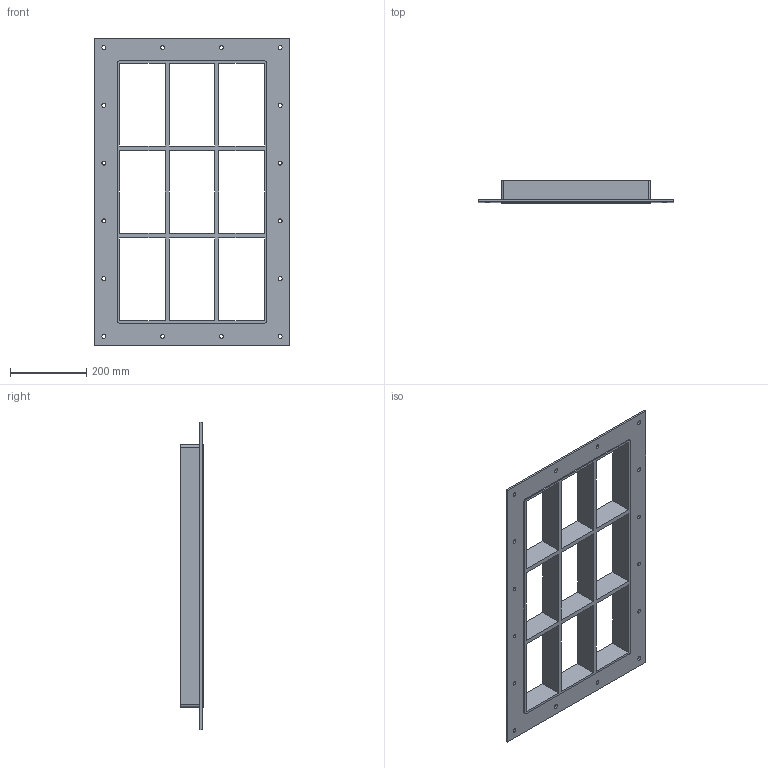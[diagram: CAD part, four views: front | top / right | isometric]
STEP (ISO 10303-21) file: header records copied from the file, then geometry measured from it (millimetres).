
FILE_DESCRIPTION((''),'2;1');
FILE_NAME('GH6+6+6X3.stp','2015-01-14T08:58:20',(''),(''),'Autodesk Inventor 2013','Autodesk Inventor 2013','');
FILE_SCHEMA(('AUTOMOTIVE_DESIGN { 1 0 10303 214 1 1 1 1 }'));
Length unit declared in the file: millimetre
Products named in the file (1): GH-ISO
Bounding box: 513.5 x 60 x 810 mm (x, y, z)
Volume: 2962178.6 mm3; surface area: 857347.6 mm2
Topology: 1 solids, 1 shells, 76 faces, 232 edges, 160 vertices
Faces by surface type: plane 52, cylinder 24
Full cylindrical faces by diameter (mm): 10.5 x16
Entity records: 2514 total; most frequent: CARTESIAN_POINT 421, DIRECTION 402, ORIENTED_EDGE 400, EDGE_CURVE 200, VECTOR 152, LINE 152, VERTEX_POINT 144, EDGE_LOOP 144
